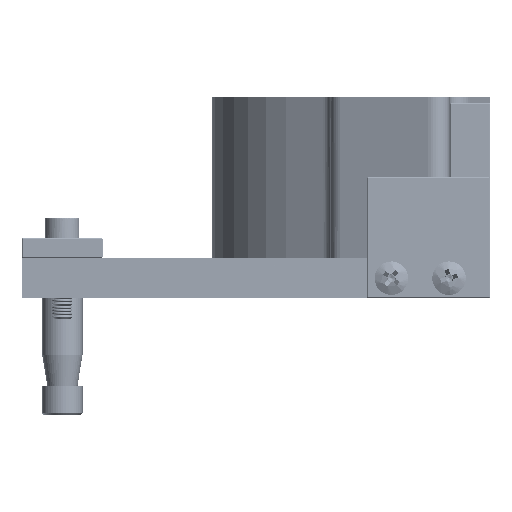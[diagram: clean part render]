
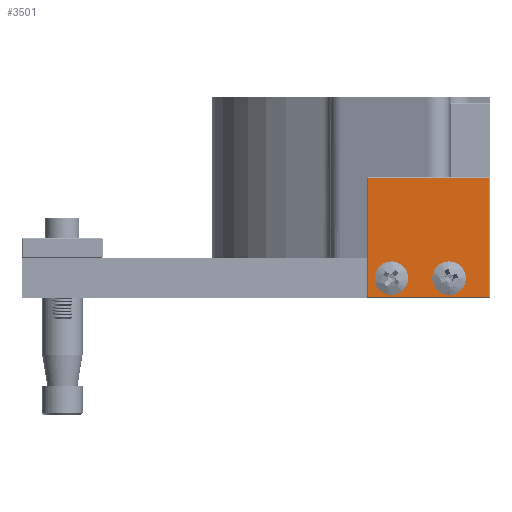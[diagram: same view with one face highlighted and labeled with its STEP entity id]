
A CAD part, left-side view. The second image highlights one B-rep face of the part: STEP entity #3501.
In plain terms, the highlighted free-form (B-spline) face has degree [1, 1] with [2, 2] control points.
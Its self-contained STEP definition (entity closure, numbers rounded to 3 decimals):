
#3048 = VERTEX_POINT('',#3049);
#3049 = CARTESIAN_POINT('',(-88.658,-48.874,
    0.868));
#3054 = EDGE_CURVE('',#3055,#3048,#3057,.T.);
#3055 = VERTEX_POINT('',#3056);
#3056 = CARTESIAN_POINT('',(-88.658,-48.874,
    9.346));
#3057 = ( BOUNDED_CURVE() B_SPLINE_CURVE(2,(#3058,#3059,#3060,#3061,
#3062),.UNSPECIFIED.,.F.,.F.) B_SPLINE_CURVE_WITH_KNOTS((3,2,3),(0.,
1.571,3.142),.PIECEWISE_BEZIER_KNOTS.) CURVE() 
GEOMETRIC_REPRESENTATION_ITEM() RATIONAL_B_SPLINE_CURVE((1.,
0.707,1.,0.707,1.)) REPRESENTATION_ITEM('') );
#3058 = CARTESIAN_POINT('',(-88.658,-48.874,
    9.346));
#3059 = CARTESIAN_POINT('',(-88.658,-44.635,
    9.346));
#3060 = CARTESIAN_POINT('',(-88.658,-44.635,
    5.107));
#3061 = CARTESIAN_POINT('',(-88.658,-44.635,
    0.868));
#3062 = CARTESIAN_POINT('',(-88.658,-48.874,
    0.868));
#3144 = VERTEX_POINT('',#3145);
#3145 = CARTESIAN_POINT('',(-88.658,-34.268,
    0.868));
#3150 = EDGE_CURVE('',#3151,#3144,#3153,.T.);
#3151 = VERTEX_POINT('',#3152);
#3152 = CARTESIAN_POINT('',(-88.658,-34.268,
    9.346));
#3153 = ( BOUNDED_CURVE() B_SPLINE_CURVE(2,(#3154,#3155,#3156,#3157,
#3158),.UNSPECIFIED.,.F.,.F.) B_SPLINE_CURVE_WITH_KNOTS((3,2,3),(0.,
1.571,3.142),.PIECEWISE_BEZIER_KNOTS.) CURVE() 
GEOMETRIC_REPRESENTATION_ITEM() RATIONAL_B_SPLINE_CURVE((1.,
0.707,1.,0.707,1.)) REPRESENTATION_ITEM('') );
#3154 = CARTESIAN_POINT('',(-88.658,-34.268,
    9.346));
#3155 = CARTESIAN_POINT('',(-88.658,-30.029,
    9.346));
#3156 = CARTESIAN_POINT('',(-88.658,-30.029,
    5.107));
#3157 = CARTESIAN_POINT('',(-88.658,-30.029,
    0.868));
#3158 = CARTESIAN_POINT('',(-88.658,-34.268,
    0.868));
#3189 = EDGE_CURVE('',#3144,#3151,#3190,.T.);
#3190 = ( BOUNDED_CURVE() B_SPLINE_CURVE(2,(#3191,#3192,#3193,#3194,
#3195),.UNSPECIFIED.,.F.,.F.) B_SPLINE_CURVE_WITH_KNOTS((3,2,3),(
    3.142,4.712,6.283),
.PIECEWISE_BEZIER_KNOTS.) CURVE() GEOMETRIC_REPRESENTATION_ITEM() 
RATIONAL_B_SPLINE_CURVE((1.,0.707,1.,0.707,1.)) 
REPRESENTATION_ITEM('') );
#3191 = CARTESIAN_POINT('',(-88.658,-34.268,
    0.868));
#3192 = CARTESIAN_POINT('',(-88.658,-38.507,
    0.868));
#3193 = CARTESIAN_POINT('',(-88.658,-38.507,
    5.107));
#3194 = CARTESIAN_POINT('',(-88.658,-38.507,
    9.346));
#3195 = CARTESIAN_POINT('',(-88.658,-34.268,
    9.346));
#3253 = EDGE_CURVE('',#3048,#3055,#3254,.T.);
#3254 = ( BOUNDED_CURVE() B_SPLINE_CURVE(2,(#3255,#3256,#3257,#3258,
#3259),.UNSPECIFIED.,.F.,.F.) B_SPLINE_CURVE_WITH_KNOTS((3,2,3),(
    3.142,4.712,6.283),
.PIECEWISE_BEZIER_KNOTS.) CURVE() GEOMETRIC_REPRESENTATION_ITEM() 
RATIONAL_B_SPLINE_CURVE((1.,0.707,1.,0.707,1.)) 
REPRESENTATION_ITEM('') );
#3255 = CARTESIAN_POINT('',(-88.658,-48.874,
    0.868));
#3256 = CARTESIAN_POINT('',(-88.658,-53.113,0.868
    ));
#3257 = CARTESIAN_POINT('',(-88.658,-53.113,5.107
    ));
#3258 = CARTESIAN_POINT('',(-88.658,-53.113,9.346
    ));
#3259 = CARTESIAN_POINT('',(-88.658,-48.874,
    9.346));
#3501 = ADVANCED_FACE('',(#3502,#3532,#3536),#3540,.T.);
#3502 = FACE_BOUND('',#3503,.T.);
#3503 = EDGE_LOOP('',(#3504,#3513,#3520,#3527));
#3504 = ORIENTED_EDGE('',*,*,#3505,.T.);
#3505 = EDGE_CURVE('',#3506,#3508,#3510,.T.);
#3506 = VERTEX_POINT('',#3507);
#3507 = CARTESIAN_POINT('',(-88.658,-28.344,
    30.387));
#3508 = VERTEX_POINT('',#3509);
#3509 = CARTESIAN_POINT('',(-88.658,-28.344,
    0.255));
#3510 = B_SPLINE_CURVE_WITH_KNOTS('',1,(#3511,#3512),.UNSPECIFIED.,.F.,
  .F.,(2,2),(0.,29.5),.PIECEWISE_BEZIER_KNOTS.);
#3511 = CARTESIAN_POINT('',(-88.658,-28.344,
    30.387));
#3512 = CARTESIAN_POINT('',(-88.658,-28.344,
    0.255));
#3513 = ORIENTED_EDGE('',*,*,#3514,.T.);
#3514 = EDGE_CURVE('',#3508,#3515,#3517,.T.);
#3515 = VERTEX_POINT('',#3516);
#3516 = CARTESIAN_POINT('',(-88.658,-58.986,
    0.255));
#3517 = B_SPLINE_CURVE_WITH_KNOTS('',1,(#3518,#3519),.UNSPECIFIED.,.F.,
  .F.,(2,2),(0.,30.),.PIECEWISE_BEZIER_KNOTS.);
#3518 = CARTESIAN_POINT('',(-88.658,-28.344,
    0.255));
#3519 = CARTESIAN_POINT('',(-88.658,-58.986,
    0.255));
#3520 = ORIENTED_EDGE('',*,*,#3521,.T.);
#3521 = EDGE_CURVE('',#3515,#3522,#3524,.T.);
#3522 = VERTEX_POINT('',#3523);
#3523 = CARTESIAN_POINT('',(-88.658,-58.986,
    30.387));
#3524 = B_SPLINE_CURVE_WITH_KNOTS('',1,(#3525,#3526),.UNSPECIFIED.,.F.,
  .F.,(2,2),(0.,29.5),.PIECEWISE_BEZIER_KNOTS.);
#3525 = CARTESIAN_POINT('',(-88.658,-58.986,
    0.255));
#3526 = CARTESIAN_POINT('',(-88.658,-58.986,
    30.387));
#3527 = ORIENTED_EDGE('',*,*,#3528,.T.);
#3528 = EDGE_CURVE('',#3522,#3506,#3529,.T.);
#3529 = B_SPLINE_CURVE_WITH_KNOTS('',1,(#3530,#3531),.UNSPECIFIED.,.F.,
  .F.,(2,2),(0.,30.),.PIECEWISE_BEZIER_KNOTS.);
#3530 = CARTESIAN_POINT('',(-88.658,-58.986,
    30.387));
#3531 = CARTESIAN_POINT('',(-88.658,-28.344,
    30.387));
#3532 = FACE_BOUND('',#3533,.T.);
#3533 = EDGE_LOOP('',(#3534,#3535));
#3534 = ORIENTED_EDGE('',*,*,#3189,.F.);
#3535 = ORIENTED_EDGE('',*,*,#3150,.F.);
#3536 = FACE_BOUND('',#3537,.T.);
#3537 = EDGE_LOOP('',(#3538,#3539));
#3538 = ORIENTED_EDGE('',*,*,#3253,.F.);
#3539 = ORIENTED_EDGE('',*,*,#3054,.F.);
#3540 = B_SPLINE_SURFACE_WITH_KNOTS('',1,1,(
    (#3541,#3542)
    ,(#3543,#3544
  )),.UNSPECIFIED.,.F.,.F.,.F.,(2,2),(2,2),(1.475,30.975),(1.5,31.5),
  .PIECEWISE_BEZIER_KNOTS.);
#3541 = CARTESIAN_POINT('',(-88.658,-28.344,
    30.387));
#3542 = CARTESIAN_POINT('',(-88.658,-58.986,
    30.387));
#3543 = CARTESIAN_POINT('',(-88.658,-28.344,
    0.255));
#3544 = CARTESIAN_POINT('',(-88.658,-58.986,
    0.255));
